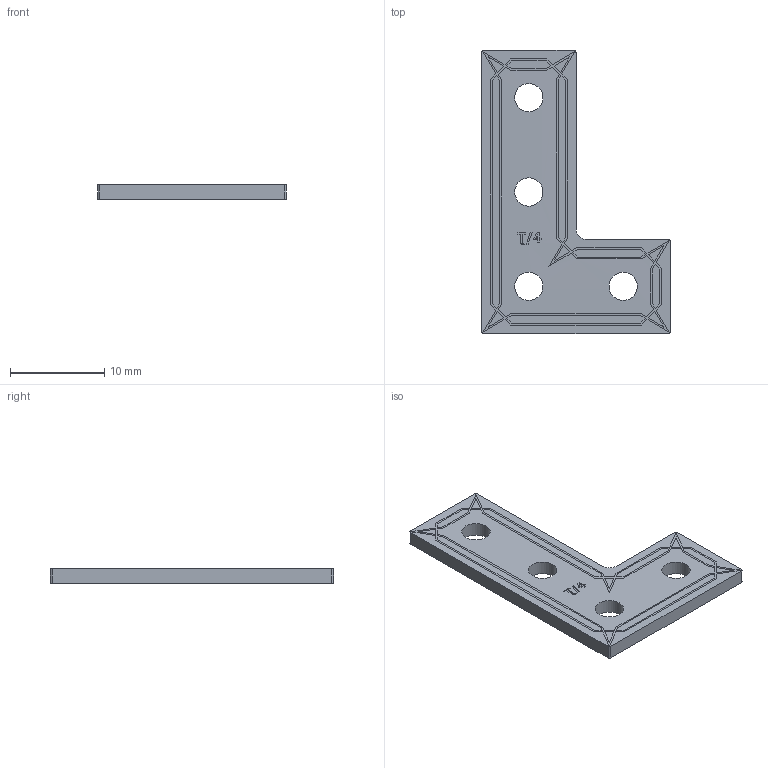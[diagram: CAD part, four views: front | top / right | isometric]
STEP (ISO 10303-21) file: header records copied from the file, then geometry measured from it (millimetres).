
FILE_DESCRIPTION(/* description */ (''),/* implementation_level */ '2;1');
FILE_NAME(/* name */ '100304.step',/* time_stamp */ '2023-01-07T19:04:14+01:00',/* author */ (''),/* organization */ (''),/* preprocessor_version */ 'ST-DEVELOPER v19.2',/* originating_system */ 'Autodesk Translation Framework v11.17.0.187',/* authorisation */ '');
FILE_SCHEMA (('AUTOMOTIVE_DESIGN { 1 0 10303 214 3 1 1 }'));
Length unit declared in the file: millimetre
Products named in the file (1): 100304
Bounding box: 20 x 30 x 1.5 mm (x, y, z)
Volume: 557.4 mm3; surface area: 951.4 mm2
Topology: 1 solids, 1 shells, 118 faces, 456 edges, 376 vertices
Faces by surface type: plane 96, bspline 12, cylinder 10
Full cylindrical faces by diameter (mm): 3 x4
Entity records: 5140 total; most frequent: CARTESIAN_POINT 1131, ORIENTED_EDGE 912, DIRECTION 666, EDGE_CURVE 456, LINE 412, VECTOR 412, VERTEX_POINT 376, EDGE_LOOP 162
